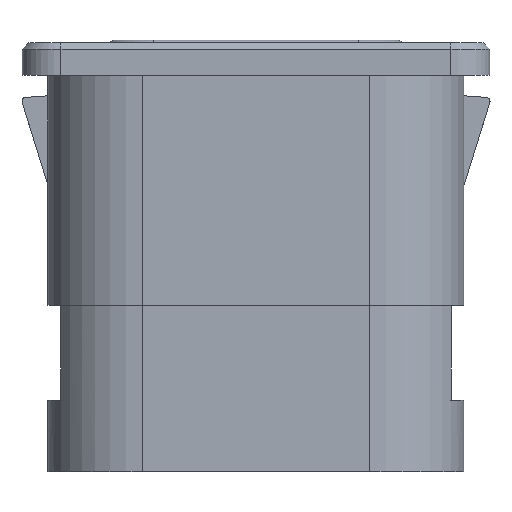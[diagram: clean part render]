
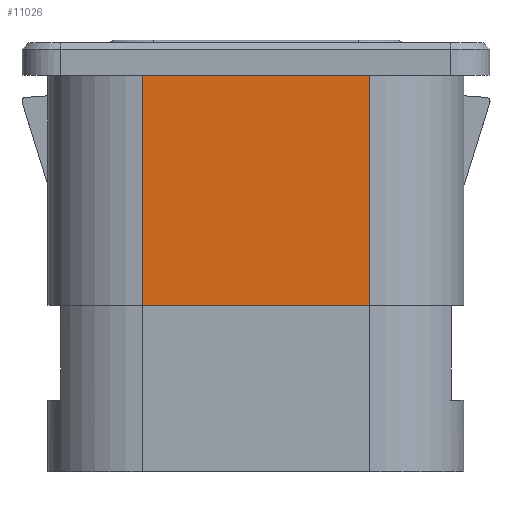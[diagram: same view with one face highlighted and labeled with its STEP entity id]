
A CAD part, front view. The second image highlights one B-rep face of the part: STEP entity #11026.
In plain terms, the highlighted planar face has unit normal (0, -1, 0).
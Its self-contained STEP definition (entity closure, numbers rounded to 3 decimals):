
#228 = LINE ( 'NONE', #10256, #18086 ) ;
#947 = DIRECTION ( 'NONE',  ( 0., 0., 1. ) ) ;
#1449 = CARTESIAN_POINT ( 'NONE',  ( 23.6, -22.75, -2.5 ) ) ;
#1898 = VERTEX_POINT ( 'NONE', #4546 ) ;
#2046 = LINE ( 'NONE', #18197, #6663 ) ;
#3163 = ORIENTED_EDGE ( 'NONE', *, *, #17369, .T. ) ;
#4137 = CARTESIAN_POINT ( 'NONE',  ( 6.1, -22.75, -20.2 ) ) ;
#4546 = CARTESIAN_POINT ( 'NONE',  ( 23.6, -22.75, -20.2 ) ) ;
#6291 = EDGE_CURVE ( 'NONE', #17196, #6309, #10899, .T. ) ;
#6309 = VERTEX_POINT ( 'NONE', #1449 ) ;
#6588 = CARTESIAN_POINT ( 'NONE',  ( 6.1, -22.75, -2.5 ) ) ;
#6663 = VECTOR ( 'NONE', #947, 1000. ) ;
#7832 = ORIENTED_EDGE ( 'NONE', *, *, #18661, .T. ) ;
#8155 = DIRECTION ( 'NONE',  ( 0., -1., 0. ) ) ;
#8327 = DIRECTION ( 'NONE',  ( 1., 0., 0. ) ) ;
#8937 = CARTESIAN_POINT ( 'NONE',  ( 6.1, -22.75, -20.2 ) ) ;
#9689 = ORIENTED_EDGE ( 'NONE', *, *, #20376, .F. ) ;
#10256 = CARTESIAN_POINT ( 'NONE',  ( 6.1, -22.75, -20.2 ) ) ;
#10899 = LINE ( 'NONE', #6588, #19542 ) ;
#11026 = ADVANCED_FACE ( 'NONE', ( #15482 ), #11645, .T. ) ;
#11645 = PLANE ( 'NONE',  #19615 ) ;
#11959 = ORIENTED_EDGE ( 'NONE', *, *, #6291, .F. ) ;
#13378 = DIRECTION ( 'NONE',  ( 1., 0., 0. ) ) ;
#13743 = DIRECTION ( 'NONE',  ( 1., 0., 0. ) ) ;
#14876 = CARTESIAN_POINT ( 'NONE',  ( 6.1, -22.75, -2.5 ) ) ;
#15482 = FACE_OUTER_BOUND ( 'NONE', #16901, .T. ) ;
#15509 = VERTEX_POINT ( 'NONE', #4137 ) ;
#15771 = VECTOR ( 'NONE', #19391, 1000. ) ;
#16901 = EDGE_LOOP ( 'NONE', ( #7832, #11959, #9689, #3163 ) ) ;
#17196 = VERTEX_POINT ( 'NONE', #14876 ) ;
#17369 = EDGE_CURVE ( 'NONE', #15509, #1898, #228, .T. ) ;
#18086 = VECTOR ( 'NONE', #13743, 1000. ) ;
#18197 = CARTESIAN_POINT ( 'NONE',  ( 23.6, -22.75, -20.2 ) ) ;
#18661 = EDGE_CURVE ( 'NONE', #1898, #6309, #2046, .T. ) ;
#19391 = DIRECTION ( 'NONE',  ( 0., 0., 1. ) ) ;
#19542 = VECTOR ( 'NONE', #8327, 1000. ) ;
#19615 = AXIS2_PLACEMENT_3D ( 'NONE', #20244, #8155, #13378 ) ;
#20244 = CARTESIAN_POINT ( 'NONE',  ( 6.1, -22.75, -20.2 ) ) ;
#20376 = EDGE_CURVE ( 'NONE', #15509, #17196, #20896, .T. ) ;
#20896 = LINE ( 'NONE', #8937, #15771 ) ;
